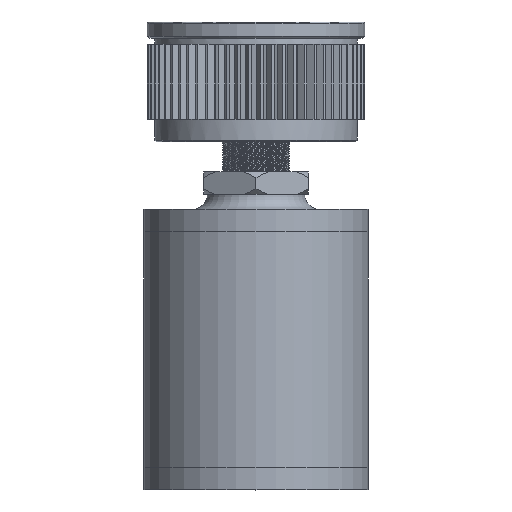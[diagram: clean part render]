
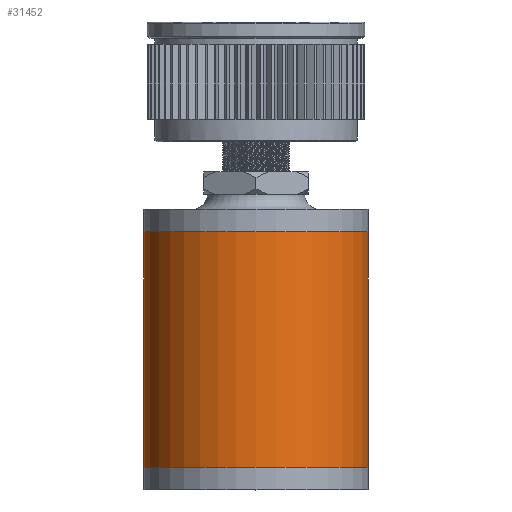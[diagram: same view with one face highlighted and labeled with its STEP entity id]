
A CAD part, front view. The second image highlights one B-rep face of the part: STEP entity #31452.
In plain terms, the highlighted cylindrical face has radius 15 mm (diameter 30 mm), a partial arc.
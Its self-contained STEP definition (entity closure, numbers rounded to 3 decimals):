
#43 = EDGE_LOOP ( 'NONE', ( #1683, #30748, #10818, #32661 ) ) ;
#1214 = DIRECTION ( 'NONE',  ( 0., -1., 0. ) ) ;
#1683 = ORIENTED_EDGE ( 'NONE', *, *, #6522, .F. ) ;
#1706 = VECTOR ( 'NONE', #3350, 1000. ) ;
#1825 = DIRECTION ( 'NONE',  ( 0., 0., 1. ) ) ;
#3350 = DIRECTION ( 'NONE',  ( 0., 0., 1. ) ) ;
#5235 = CARTESIAN_POINT ( 'NONE',  ( -15., 0., -34.4 ) ) ;
#5945 = VECTOR ( 'NONE', #12991, 1000. ) ;
#6522 = EDGE_CURVE ( 'NONE', #17245, #16394, #25895, .T. ) ;
#6884 = AXIS2_PLACEMENT_3D ( 'NONE', #11426, #14257, #1214 ) ;
#7957 = AXIS2_PLACEMENT_3D ( 'NONE', #19981, #17143, #32363 ) ;
#8290 = VERTEX_POINT ( 'NONE', #26703 ) ;
#8301 = CARTESIAN_POINT ( 'NONE',  ( 15., 0., -34.4 ) ) ;
#8451 = EDGE_CURVE ( 'NONE', #26559, #17245, #21853, .T. ) ;
#9401 = EDGE_CURVE ( 'NONE', #8290, #16394, #33080, .T. ) ;
#10033 = DIRECTION ( 'NONE',  ( 1., 0., 0. ) ) ;
#10818 = ORIENTED_EDGE ( 'NONE', *, *, #19875, .T. ) ;
#11426 = CARTESIAN_POINT ( 'NONE',  ( 0., 0., -3. ) ) ;
#12991 = DIRECTION ( 'NONE',  ( 0., 0., 1. ) ) ;
#13410 = CARTESIAN_POINT ( 'NONE',  ( -15., 0., -3. ) ) ;
#14257 = DIRECTION ( 'NONE',  ( 0., 0., -1. ) ) ;
#16394 = VERTEX_POINT ( 'NONE', #13410 ) ;
#17072 = CARTESIAN_POINT ( 'NONE',  ( 0., 0., -37.4 ) ) ;
#17143 = DIRECTION ( 'NONE',  ( 0., 0., -1. ) ) ;
#17245 = VERTEX_POINT ( 'NONE', #5235 ) ;
#19875 = EDGE_CURVE ( 'NONE', #26559, #8290, #31467, .T. ) ;
#19915 = FACE_OUTER_BOUND ( 'NONE', #43, .T. ) ;
#19981 = CARTESIAN_POINT ( 'NONE',  ( 0., 0., -34.4 ) ) ;
#20866 = CARTESIAN_POINT ( 'NONE',  ( -15., 0., -37.4 ) ) ;
#21139 = AXIS2_PLACEMENT_3D ( 'NONE', #17072, #1825, #10033 ) ;
#21272 = CARTESIAN_POINT ( 'NONE',  ( 15., 0., -37.4 ) ) ;
#21853 = CIRCLE ( 'NONE', #7957, 15. ) ;
#25895 = LINE ( 'NONE', #20866, #5945 ) ;
#26559 = VERTEX_POINT ( 'NONE', #8301 ) ;
#26703 = CARTESIAN_POINT ( 'NONE',  ( 15., 0., -3. ) ) ;
#27789 = CYLINDRICAL_SURFACE ( 'NONE', #21139, 15. ) ;
#30748 = ORIENTED_EDGE ( 'NONE', *, *, #8451, .F. ) ;
#31452 = ADVANCED_FACE ( 'NONE', ( #19915 ), #27789, .T. ) ;
#31467 = LINE ( 'NONE', #21272, #1706 ) ;
#32363 = DIRECTION ( 'NONE',  ( 0., -1., 0. ) ) ;
#32661 = ORIENTED_EDGE ( 'NONE', *, *, #9401, .T. ) ;
#33080 = CIRCLE ( 'NONE', #6884, 15. ) ;
